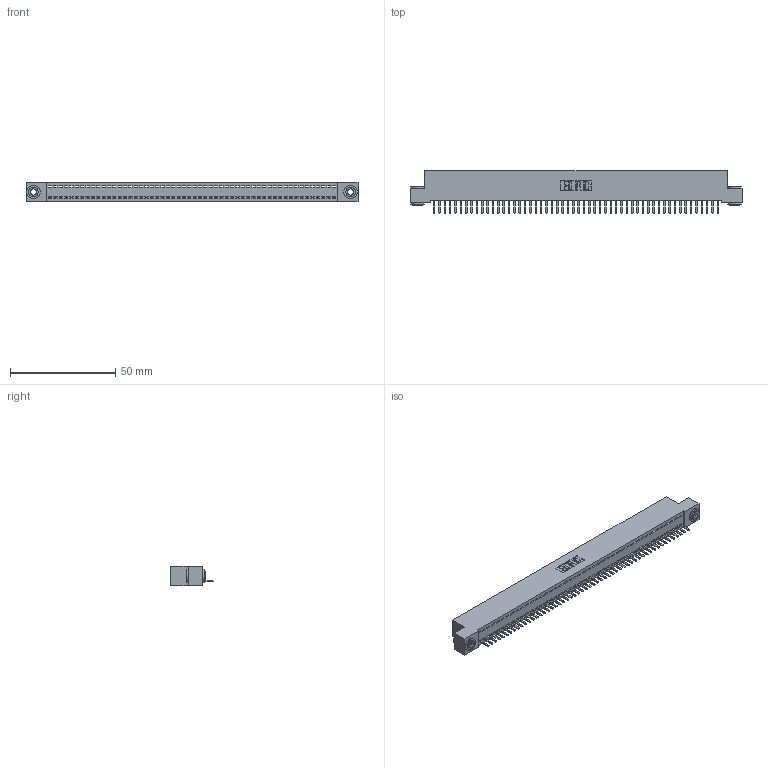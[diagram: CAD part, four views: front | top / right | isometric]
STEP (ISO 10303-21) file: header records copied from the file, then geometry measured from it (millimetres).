
FILE_DESCRIPTION (( 'STEP AP203' ), '1' );
FILE_NAME ('342-054-520-103.STEP', '2019-10-03T02:39:39', ( '' ), ( '' ), 'SwSTEP 2.0', 'SolidWorks 2016', '' );
FILE_SCHEMA (( 'CONFIG_CONTROL_DESIGN' ));
Length unit declared in the file: inch
Products named in the file (4): 342 Part_.156 TH; 345-292-001_345-293-120; 342-250-002_345-250-002-102; 342-054-520-103
Assembly tree (57 placements, depth 2):
  342-054-520-103
    342 Part_.156 TH
    345-292-001_345-293-120  x54
    342-250-002_345-250-002-102  x2
Bounding box: 157.48 x 20.02 x 9.4 mm (x, y, z)
Volume: 13719.5 mm3; surface area: 20099.9 mm2
Topology: 57 solids, 57 shells, 3496 faces, 10311 edges, 6726 vertices
Faces by surface type: plane 2452, cylinder 1036, cone 8
Entity records: 32092 total; most frequent: CARTESIAN_POINT 5523, ORIENTED_EDGE 5494, DIRECTION 4657, EDGE_CURVE 2747, LINE 2591, VECTOR 2591, VERTEX_POINT 1826, AXIS2_PLACEMENT_3D 1033
